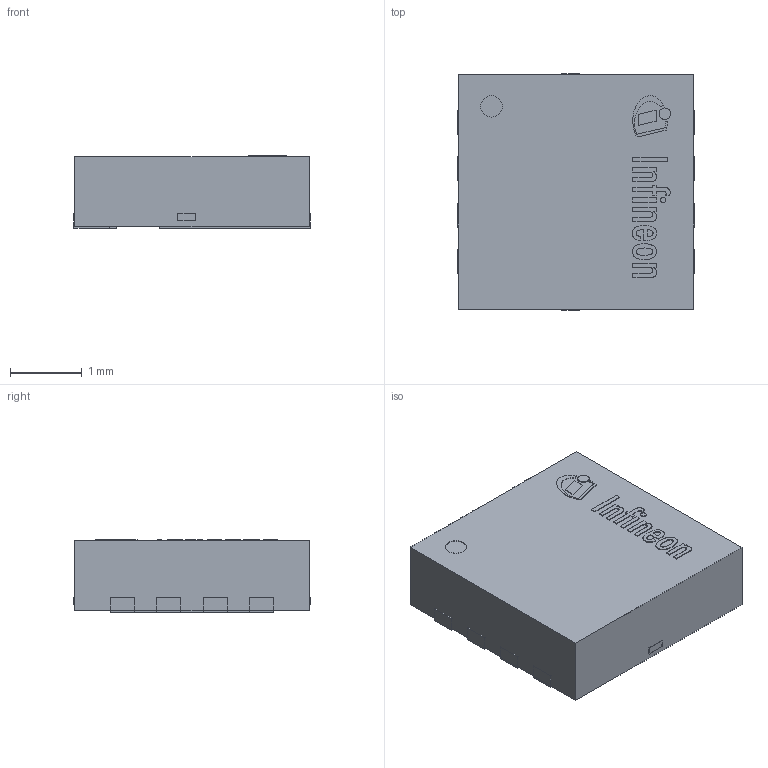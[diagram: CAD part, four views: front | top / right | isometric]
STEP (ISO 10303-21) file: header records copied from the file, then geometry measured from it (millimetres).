
FILE_DESCRIPTION(/* description */ (''),/* implementation_level */ '2;1');
FILE_NAME(/* name */ 'PG-TSDSON-8-26_Z8B00157108_V02_3D.stp',/* time_stamp */ '2019-09-20T19:42:21+05:00',/* author */ ('janartha'),/* organization */ (''),/* preprocessor_version */ 'ST-DEVELOPER v16.13',/* originating_system */ 'AutoCAD Mechanical',/* authorisation */ '');
FILE_SCHEMA (('AUTOMOTIVE_DESIGN { 1 0 10303 214 3 1 1 }'));
Length unit declared in the file: millimetre
Products named in the file (1): Product
Bounding box: 3.3 x 3.3 x 1.01 mm (x, y, z)
Surface area: 50.3 mm2
Topology: 19 solids, 19 shells, 264 faces, 675 edges, 450 vertices
Faces by surface type: plane 146, cylinder 118
Full cylindrical faces by diameter (mm): 0.078 x1, 0.16 x1, 0.3 x2
Entity records: 8066 total; most frequent: DIRECTION 1437, CARTESIAN_POINT 1386, ORIENTED_EDGE 1342, EDGE_CURVE 671, AXIS2_PLACEMENT_3D 501, VERTEX_POINT 450, LINE 435, VECTOR 435
